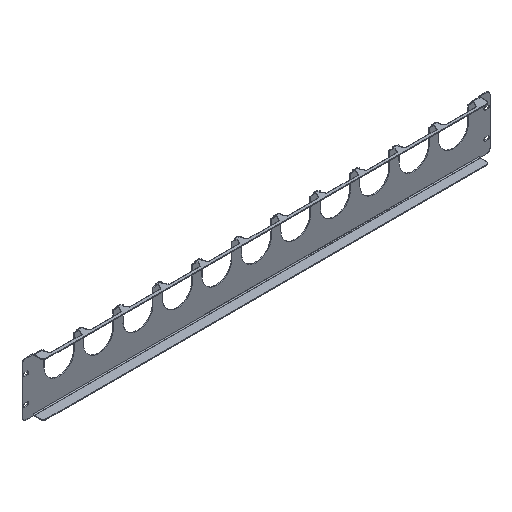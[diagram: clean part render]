
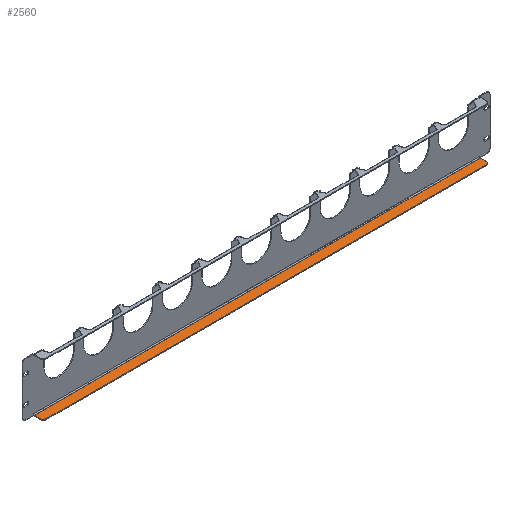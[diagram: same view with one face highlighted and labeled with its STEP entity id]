
A CAD part, isometric view. The second image highlights one B-rep face of the part: STEP entity #2560.
In plain terms, the highlighted planar face has unit normal (0, 0, 1).
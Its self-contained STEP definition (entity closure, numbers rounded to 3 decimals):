
#48 = ORIENTED_EDGE ( 'NONE', *, *, #2720, .T. ) ;
#50 = CARTESIAN_POINT ( 'NONE',  ( -413.25, -20., -48.5 ) ) ;
#137 = DIRECTION ( 'NONE',  ( 0., -1., 0. ) ) ;
#525 = ORIENTED_EDGE ( 'NONE', *, *, #5108, .T. ) ;
#550 = DIRECTION ( 'NONE',  ( 1., 0., 0. ) ) ;
#607 = CIRCLE ( 'NONE', #5731, 5. ) ;
#720 = VECTOR ( 'NONE', #4197, 1000. ) ;
#835 = EDGE_CURVE ( 'NONE', #5269, #6631, #4798, .T. ) ;
#1364 = LINE ( 'NONE', #4754, #720 ) ;
#1445 = DIRECTION ( 'NONE',  ( 0., -1., 0. ) ) ;
#1639 = DIRECTION ( 'NONE',  ( 0., 0., 1. ) ) ;
#1785 = CARTESIAN_POINT ( 'NONE',  ( -413.25, -15., -48.5 ) ) ;
#1818 = DIRECTION ( 'NONE',  ( 0., 0., 1. ) ) ;
#1900 = CIRCLE ( 'NONE', #2846, 5. ) ;
#1907 = VERTEX_POINT ( 'NONE', #2320 ) ;
#2134 = CARTESIAN_POINT ( 'NONE',  ( 418.25, 0., -48.5 ) ) ;
#2159 = AXIS2_PLACEMENT_3D ( 'NONE', #2162, #1639, #4353 ) ;
#2162 = CARTESIAN_POINT ( 'NONE',  ( 0., 0., -48.5 ) ) ;
#2320 = CARTESIAN_POINT ( 'NONE',  ( 418.25, -15., -48.5 ) ) ;
#2378 = VECTOR ( 'NONE', #7328, 1000. ) ;
#2560 = ADVANCED_FACE ( 'NONE', ( #5616 ), #6726, .T. ) ;
#2720 = EDGE_CURVE ( 'NONE', #6631, #2973, #1900, .T. ) ;
#2760 = EDGE_LOOP ( 'NONE', ( #7220, #48, #3031, #525, #6343, #6077 ) ) ;
#2801 = LINE ( 'NONE', #2134, #2378 ) ;
#2846 = AXIS2_PLACEMENT_3D ( 'NONE', #1785, #4051, #137 ) ;
#2872 = CARTESIAN_POINT ( 'NONE',  ( 413.25, -20., -48.5 ) ) ;
#2973 = VERTEX_POINT ( 'NONE', #50 ) ;
#3031 = ORIENTED_EDGE ( 'NONE', *, *, #3719, .T. ) ;
#3118 = CARTESIAN_POINT ( 'NONE',  ( -418.25, 0., -48.5 ) ) ;
#3281 = EDGE_CURVE ( 'NONE', #1907, #3710, #2801, .T. ) ;
#3328 = VECTOR ( 'NONE', #550, 1000. ) ;
#3388 = CARTESIAN_POINT ( 'NONE',  ( 418.25, -3., -48.5 ) ) ;
#3410 = VERTEX_POINT ( 'NONE', #2872 ) ;
#3559 = CARTESIAN_POINT ( 'NONE',  ( 413.25, -15., -48.5 ) ) ;
#3710 = VERTEX_POINT ( 'NONE', #3388 ) ;
#3719 = EDGE_CURVE ( 'NONE', #2973, #3410, #5659, .T. ) ;
#3883 = EDGE_CURVE ( 'NONE', #5269, #3710, #1364, .T. ) ;
#4051 = DIRECTION ( 'NONE',  ( 0., 0., 1. ) ) ;
#4080 = DIRECTION ( 'NONE',  ( 0., -1., 0. ) ) ;
#4197 = DIRECTION ( 'NONE',  ( 1., 0., 0. ) ) ;
#4353 = DIRECTION ( 'NONE',  ( 0., -1., 0. ) ) ;
#4562 = VECTOR ( 'NONE', #1445, 1000. ) ;
#4754 = CARTESIAN_POINT ( 'NONE',  ( -418.25, -3., -48.5 ) ) ;
#4798 = LINE ( 'NONE', #3118, #4562 ) ;
#4952 = CARTESIAN_POINT ( 'NONE',  ( 0., -20., -48.5 ) ) ;
#5108 = EDGE_CURVE ( 'NONE', #3410, #1907, #607, .T. ) ;
#5269 = VERTEX_POINT ( 'NONE', #7302 ) ;
#5616 = FACE_OUTER_BOUND ( 'NONE', #2760, .T. ) ;
#5659 = LINE ( 'NONE', #4952, #3328 ) ;
#5731 = AXIS2_PLACEMENT_3D ( 'NONE', #3559, #1818, #4080 ) ;
#6077 = ORIENTED_EDGE ( 'NONE', *, *, #3883, .F. ) ;
#6297 = CARTESIAN_POINT ( 'NONE',  ( -418.25, -15., -48.5 ) ) ;
#6343 = ORIENTED_EDGE ( 'NONE', *, *, #3281, .T. ) ;
#6631 = VERTEX_POINT ( 'NONE', #6297 ) ;
#6726 = PLANE ( 'NONE',  #2159 ) ;
#7220 = ORIENTED_EDGE ( 'NONE', *, *, #835, .T. ) ;
#7302 = CARTESIAN_POINT ( 'NONE',  ( -418.25, -3., -48.5 ) ) ;
#7328 = DIRECTION ( 'NONE',  ( 0., 1., 0. ) ) ;
